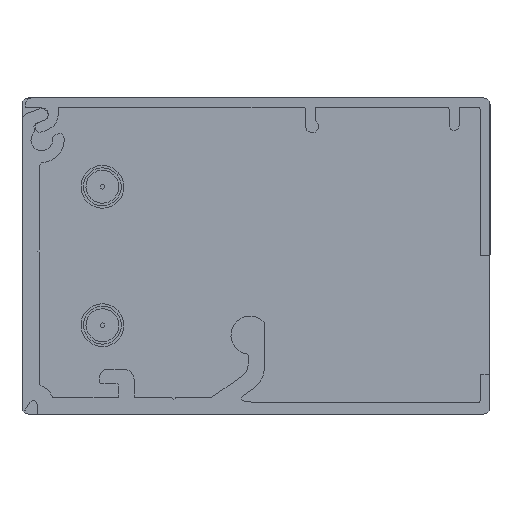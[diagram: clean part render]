
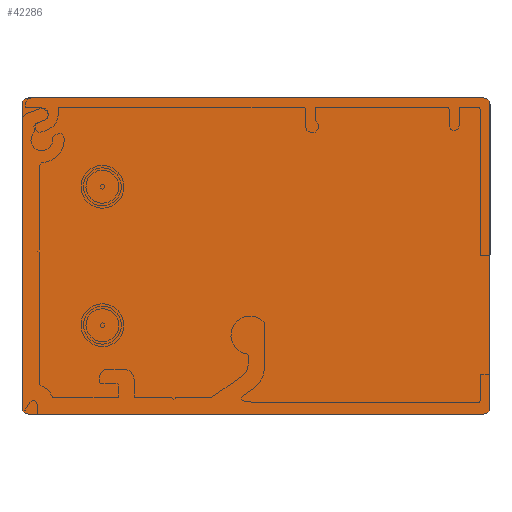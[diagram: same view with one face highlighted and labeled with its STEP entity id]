
A CAD part, front view. The second image highlights one B-rep face of the part: STEP entity #42286.
In plain terms, the highlighted face is planar.
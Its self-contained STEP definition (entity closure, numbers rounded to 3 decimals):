
#2342=PLANE('',#47009);
#4497=FACE_OUTER_BOUND('',#6874,.T.);
#6874=EDGE_LOOP('',(#39157,#39158,#39159,#39160,#39161,#39162,#39163,#39164));
#10401=LINE('',#79836,#13958);
#10404=LINE('',#79842,#13961);
#10405=LINE('',#79846,#13962);
#10406=LINE('',#79850,#13963);
#13958=VECTOR('',#58240,10.);
#13961=VECTOR('',#58245,10.);
#13962=VECTOR('',#58248,10.);
#13963=VECTOR('',#58251,10.);
#15811=CIRCLE('',#47006,1.);
#15813=CIRCLE('',#47010,1.);
#15814=CIRCLE('',#47011,1.);
#15815=CIRCLE('',#47012,1.);
#20714=VERTEX_POINT('',#79826);
#20715=VERTEX_POINT('',#79827);
#20718=VERTEX_POINT('',#79835);
#20720=VERTEX_POINT('',#79841);
#20721=VERTEX_POINT('',#79843);
#20722=VERTEX_POINT('',#79845);
#20723=VERTEX_POINT('',#79847);
#20724=VERTEX_POINT('',#79849);
#26877=EDGE_CURVE('',#20714,#20715,#15811,.T.);
#26881=EDGE_CURVE('',#20718,#20715,#10401,.T.);
#26884=EDGE_CURVE('',#20714,#20720,#10404,.T.);
#26885=EDGE_CURVE('',#20721,#20720,#15813,.T.);
#26886=EDGE_CURVE('',#20721,#20722,#10405,.T.);
#26887=EDGE_CURVE('',#20723,#20722,#15814,.T.);
#26888=EDGE_CURVE('',#20723,#20724,#10406,.T.);
#26889=EDGE_CURVE('',#20718,#20724,#15815,.T.);
#39157=ORIENTED_EDGE('',*,*,#26877,.F.);
#39158=ORIENTED_EDGE('',*,*,#26884,.T.);
#39159=ORIENTED_EDGE('',*,*,#26885,.F.);
#39160=ORIENTED_EDGE('',*,*,#26886,.T.);
#39161=ORIENTED_EDGE('',*,*,#26887,.F.);
#39162=ORIENTED_EDGE('',*,*,#26888,.T.);
#39163=ORIENTED_EDGE('',*,*,#26889,.F.);
#39164=ORIENTED_EDGE('',*,*,#26881,.T.);
#42286=ADVANCED_FACE('',(#4497),#2342,.T.);
#47006=AXIS2_PLACEMENT_3D('',#79828,#58232,#58233);
#47009=AXIS2_PLACEMENT_3D('',#79840,#58243,#58244);
#47010=AXIS2_PLACEMENT_3D('',#79844,#58246,#58247);
#47011=AXIS2_PLACEMENT_3D('',#79848,#58249,#58250);
#47012=AXIS2_PLACEMENT_3D('',#79851,#58252,#58253);
#58232=DIRECTION('center_axis',(0.,-1.,0.));
#58233=DIRECTION('ref_axis',(-0.707,0.,-0.707));
#58240=DIRECTION('',(-1.,0.,0.));
#58243=DIRECTION('center_axis',(0.,1.,0.));
#58244=DIRECTION('ref_axis',(0.,0.,1.));
#58245=DIRECTION('',(0.,0.,1.));
#58246=DIRECTION('center_axis',(0.,-1.,0.));
#58247=DIRECTION('ref_axis',(-0.707,0.,0.707));
#58248=DIRECTION('',(1.,0.,0.));
#58249=DIRECTION('center_axis',(0.,-1.,0.));
#58250=DIRECTION('ref_axis',(0.707,0.,0.707));
#58251=DIRECTION('',(0.,0.,-1.));
#58252=DIRECTION('center_axis',(0.,-1.,0.));
#58253=DIRECTION('ref_axis',(0.707,0.,-0.707));
#79826=CARTESIAN_POINT('',(-24.,2.,-34.5));
#79827=CARTESIAN_POINT('',(-23.,2.,-35.5));
#79828=CARTESIAN_POINT('Origin',(-23.,2.,-34.5));
#79835=CARTESIAN_POINT('',(23.,2.,-35.5));
#79836=CARTESIAN_POINT('',(24.,2.,-35.5));
#79840=CARTESIAN_POINT('Origin',(0.,2.,0.));
#79841=CARTESIAN_POINT('',(-24.,2.,34.5));
#79842=CARTESIAN_POINT('',(-24.,2.,-35.5));
#79843=CARTESIAN_POINT('',(-23.,2.,35.5));
#79844=CARTESIAN_POINT('Origin',(-23.,2.,34.5));
#79845=CARTESIAN_POINT('',(23.,2.,35.5));
#79846=CARTESIAN_POINT('',(-24.,2.,35.5));
#79847=CARTESIAN_POINT('',(24.,2.,34.5));
#79848=CARTESIAN_POINT('Origin',(23.,2.,34.5));
#79849=CARTESIAN_POINT('',(24.,2.,-34.5));
#79850=CARTESIAN_POINT('',(24.,2.,35.5));
#79851=CARTESIAN_POINT('Origin',(23.,2.,-34.5));
